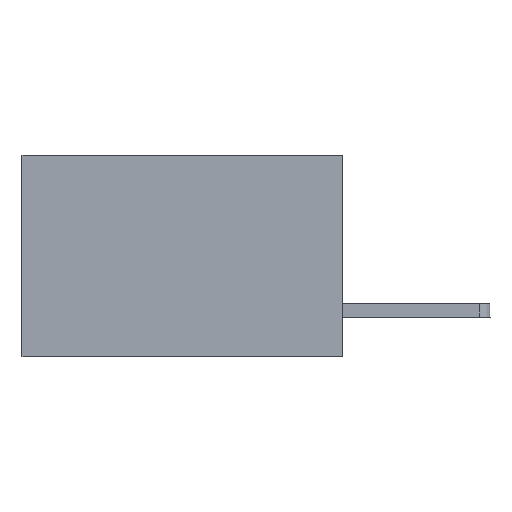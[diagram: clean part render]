
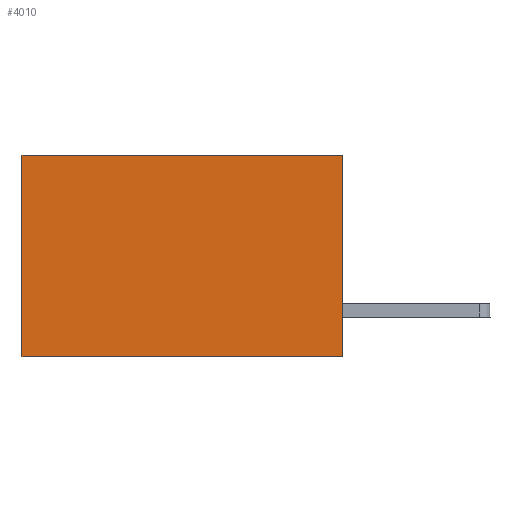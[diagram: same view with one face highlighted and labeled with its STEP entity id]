
A CAD part, left-side view. The second image highlights one B-rep face of the part: STEP entity #4010.
In plain terms, the highlighted planar face has unit normal (-1, 0, 0).
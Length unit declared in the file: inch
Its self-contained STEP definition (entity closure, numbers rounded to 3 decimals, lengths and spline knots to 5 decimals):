
#356 = VECTOR ( 'NONE', #4507, 39.37008 ) ;
#399 = ORIENTED_EDGE ( 'NONE', *, *, #1608, .F. ) ;
#684 = EDGE_CURVE ( 'NONE', #2815, #7757, #2130, .T. ) ;
#699 = ORIENTED_EDGE ( 'NONE', *, *, #7921, .T. ) ;
#1331 = FACE_OUTER_BOUND ( 'NONE', #6216, .T. ) ;
#1468 = LINE ( 'NONE', #7736, #356 ) ;
#1496 = LINE ( 'NONE', #4012, #2433 ) ;
#1608 = EDGE_CURVE ( 'NONE', #2815, #3760, #1468, .T. ) ;
#1940 = CARTESIAN_POINT ( 'NONE',  ( 0.277, 0.59, -0.37 ) ) ;
#2130 = LINE ( 'NONE', #6599, #2319 ) ;
#2135 = DIRECTION ( 'NONE',  ( 0., 0., -1. ) ) ;
#2229 = CARTESIAN_POINT ( 'NONE',  ( 0.277, 0.59, 0. ) ) ;
#2319 = VECTOR ( 'NONE', #7947, 39.37008 ) ;
#2433 = VECTOR ( 'NONE', #2135, 39.37008 ) ;
#2547 = PLANE ( 'NONE',  #3240 ) ;
#2815 = VERTEX_POINT ( 'NONE', #7534 ) ;
#3240 = AXIS2_PLACEMENT_3D ( 'NONE', #6353, #5121, #6948 ) ;
#3418 = ORIENTED_EDGE ( 'NONE', *, *, #8003, .F. ) ;
#3760 = VERTEX_POINT ( 'NONE', #7390 ) ;
#4010 = ADVANCED_FACE ( 'NONE', ( #1331 ), #2547, .F. ) ;
#4012 = CARTESIAN_POINT ( 'NONE',  ( 0.277, 0.59, -0.37 ) ) ;
#4259 = LINE ( 'NONE', #6336, #7419 ) ;
#4460 = ORIENTED_EDGE ( 'NONE', *, *, #684, .T. ) ;
#4507 = DIRECTION ( 'NONE',  ( 0., 0., -1. ) ) ;
#5121 = DIRECTION ( 'NONE',  ( 1., 0., 0. ) ) ;
#6216 = EDGE_LOOP ( 'NONE', ( #699, #3418, #399, #4460 ) ) ;
#6336 = CARTESIAN_POINT ( 'NONE',  ( 0.277, 0., -0.37 ) ) ;
#6353 = CARTESIAN_POINT ( 'NONE',  ( 0.277, 0., -0.37 ) ) ;
#6599 = CARTESIAN_POINT ( 'NONE',  ( 0.277, 0., 0. ) ) ;
#6948 = DIRECTION ( 'NONE',  ( 0., 0., -1. ) ) ;
#7390 = CARTESIAN_POINT ( 'NONE',  ( 0.277, 0., -0.37 ) ) ;
#7419 = VECTOR ( 'NONE', #7518, 39.37008 ) ;
#7429 = VERTEX_POINT ( 'NONE', #1940 ) ;
#7518 = DIRECTION ( 'NONE',  ( 0., 1., 0. ) ) ;
#7534 = CARTESIAN_POINT ( 'NONE',  ( 0.277, 0., 0. ) ) ;
#7736 = CARTESIAN_POINT ( 'NONE',  ( 0.277, 0., -0.37 ) ) ;
#7757 = VERTEX_POINT ( 'NONE', #2229 ) ;
#7921 = EDGE_CURVE ( 'NONE', #7757, #7429, #1496, .T. ) ;
#7947 = DIRECTION ( 'NONE',  ( 0., 1., 0. ) ) ;
#8003 = EDGE_CURVE ( 'NONE', #3760, #7429, #4259, .T. ) ;
